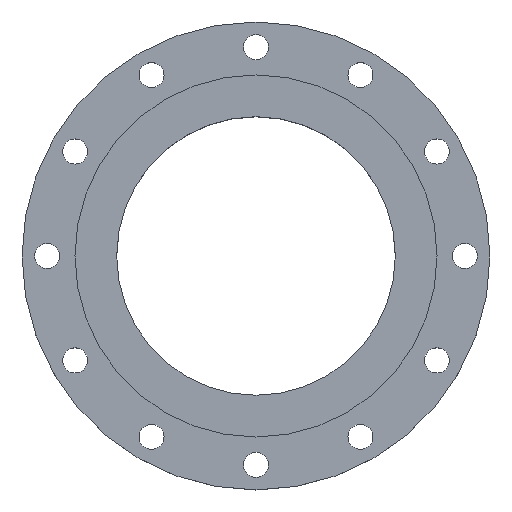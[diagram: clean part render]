
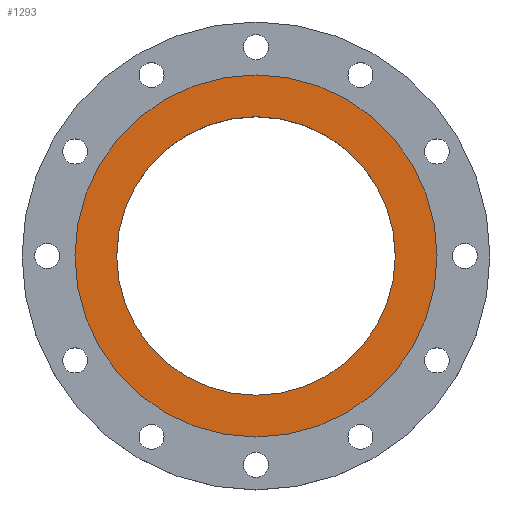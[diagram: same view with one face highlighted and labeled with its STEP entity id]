
A CAD part, top view. The second image highlights one B-rep face of the part: STEP entity #1293.
In plain terms, the highlighted planar face has unit normal (0, 0, 1).
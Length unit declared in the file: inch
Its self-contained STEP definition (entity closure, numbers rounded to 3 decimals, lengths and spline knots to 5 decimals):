
#34 = ORIENTED_EDGE ( 'NONE', *, *, #197, .F. ) ;
#87 = CIRCLE ( 'NONE', #271, 8.125 ) ;
#88 = CARTESIAN_POINT ( 'NONE',  ( 0., 0., 0. ) ) ;
#104 = CARTESIAN_POINT ( 'NONE',  ( 0., 6.25, 0. ) ) ;
#116 = DIRECTION ( 'NONE',  ( 1., 0., 0. ) ) ;
#193 = EDGE_LOOP ( 'NONE', ( #34, #645 ) ) ;
#197 = EDGE_CURVE ( 'NONE', #434, #1326, #494, .T. ) ;
#219 = EDGE_CURVE ( 'NONE', #1326, #434, #583, .T. ) ;
#255 = CARTESIAN_POINT ( 'NONE',  ( 6.25, 0., 0. ) ) ;
#266 = VERTEX_POINT ( 'NONE', #459 ) ;
#271 = AXIS2_PLACEMENT_3D ( 'NONE', #381, #1285, #1257 ) ;
#277 = CARTESIAN_POINT ( 'NONE',  ( 0., 0., 0. ) ) ;
#381 = CARTESIAN_POINT ( 'NONE',  ( 0., 0., 0. ) ) ;
#415 = CARTESIAN_POINT ( 'NONE',  ( 8.125, 0., 0. ) ) ;
#434 = VERTEX_POINT ( 'NONE', #255 ) ;
#459 = CARTESIAN_POINT ( 'NONE',  ( -8.125, 0., 0. ) ) ;
#472 = EDGE_CURVE ( 'NONE', #1203, #266, #87, .T. ) ;
#494 = CIRCLE ( 'NONE', #1422, 6.25 ) ;
#531 = DIRECTION ( 'NONE',  ( 0., 0., 1. ) ) ;
#563 = ORIENTED_EDGE ( 'NONE', *, *, #472, .T. ) ;
#583 = CIRCLE ( 'NONE', #1331, 6.25 ) ;
#645 = ORIENTED_EDGE ( 'NONE', *, *, #219, .F. ) ;
#775 = PLANE ( 'NONE',  #1334 ) ;
#778 = DIRECTION ( 'NONE',  ( 0., 0., 1. ) ) ;
#850 = EDGE_LOOP ( 'NONE', ( #563, #870 ) ) ;
#857 = DIRECTION ( 'NONE',  ( 0., 0., 1. ) ) ;
#870 = ORIENTED_EDGE ( 'NONE', *, *, #1152, .T. ) ;
#990 = DIRECTION ( 'NONE',  ( 1., 0., 0. ) ) ;
#1021 = CARTESIAN_POINT ( 'NONE',  ( -6.25, 0., 0. ) ) ;
#1070 = DIRECTION ( 'NONE',  ( 1., 0., 0. ) ) ;
#1074 = CARTESIAN_POINT ( 'NONE',  ( 0., 0., 0. ) ) ;
#1114 = FACE_BOUND ( 'NONE', #193, .T. ) ;
#1152 = EDGE_CURVE ( 'NONE', #266, #1203, #1262, .T. ) ;
#1203 = VERTEX_POINT ( 'NONE', #415 ) ;
#1228 = DIRECTION ( 'NONE',  ( -1., 0., 0. ) ) ;
#1257 = DIRECTION ( 'NONE',  ( 1., 0., 0. ) ) ;
#1261 = AXIS2_PLACEMENT_3D ( 'NONE', #277, #857, #1070 ) ;
#1262 = CIRCLE ( 'NONE', #1261, 8.125 ) ;
#1285 = DIRECTION ( 'NONE',  ( 0., 0., 1. ) ) ;
#1293 = ADVANCED_FACE ( 'NONE', ( #1114, #1431 ), #775, .F. ) ;
#1326 = VERTEX_POINT ( 'NONE', #1021 ) ;
#1331 = AXIS2_PLACEMENT_3D ( 'NONE', #1074, #778, #116 ) ;
#1334 = AXIS2_PLACEMENT_3D ( 'NONE', #104, #1343, #1228 ) ;
#1343 = DIRECTION ( 'NONE',  ( 0., 0., -1. ) ) ;
#1422 = AXIS2_PLACEMENT_3D ( 'NONE', #88, #531, #990 ) ;
#1431 = FACE_OUTER_BOUND ( 'NONE', #850, .T. ) ;
